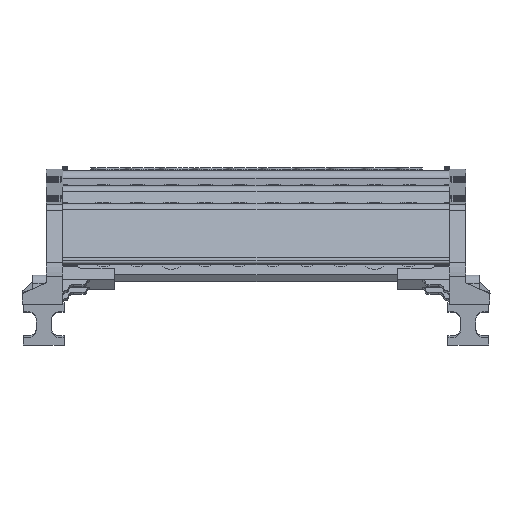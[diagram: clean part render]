
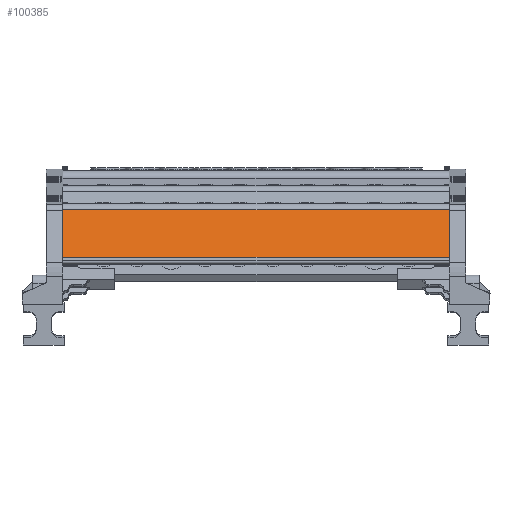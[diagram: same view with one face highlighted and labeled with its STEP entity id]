
A CAD part, top view. The second image highlights one B-rep face of the part: STEP entity #100385.
In plain terms, the highlighted planar face has unit normal (0, 0.276, 0.961).
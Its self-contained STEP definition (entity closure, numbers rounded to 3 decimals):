
#7376 = EDGE_CURVE ( 'NONE', #9299, #110816, #114960, .T. ) ;
#8125 = EDGE_CURVE ( 'NONE', #110816, #110993, #31060, .T. ) ;
#8210 = EDGE_CURVE ( 'NONE', #110993, #11299, #31122, .T. ) ;
#9299 = VERTEX_POINT ( 'NONE', #78349 ) ;
#11299 = VERTEX_POINT ( 'NONE', #85667 ) ;
#21837 = LINE ( 'NONE', #21872, #33083 ) ;
#21839 = DIRECTION ( 'NONE',  ( 1., 0., 0. ) ) ;
#21872 = CARTESIAN_POINT ( 'NONE',  ( 12.17, 255.321, 45.469 ) ) ;
#31060 = LINE ( 'NONE', #31086, #40151 ) ;
#31085 = DIRECTION ( 'NONE',  ( -1., 0., 0. ) ) ;
#31086 = CARTESIAN_POINT ( 'NONE',  ( 12.17, 274.443, 39.986 ) ) ;
#31122 = LINE ( 'NONE', #31125, #40228 ) ;
#31125 = CARTESIAN_POINT ( 'NONE',  ( -98.302, 266.403, 42.292 ) ) ;
#31136 = DIRECTION ( 'NONE',  ( 0., -0.961, 0.276 ) ) ;
#33083 = VECTOR ( 'NONE', #21839, 1000. ) ;
#39963 = VECTOR ( 'NONE', #114993, 1000. ) ;
#40151 = VECTOR ( 'NONE', #31085, 1000. ) ;
#40228 = VECTOR ( 'NONE', #31136, 1000. ) ;
#40385 = FACE_OUTER_BOUND ( 'NONE', #42166, .T. ) ;
#40390 = DIRECTION ( 'NONE',  ( 0., 0.276, 0.961 ) ) ;
#40396 = DIRECTION ( 'NONE',  ( 0., -0.961, 0.276 ) ) ;
#40406 = PLANE ( 'NONE',  #55990 ) ;
#40408 = CARTESIAN_POINT ( 'NONE',  ( 12.17, 266.403, 42.292 ) ) ;
#42166 = EDGE_LOOP ( 'NONE', ( #49830, #50016, #49959, #49962 ) ) ;
#49830 = ORIENTED_EDGE ( 'NONE', *, *, #8125, .T. ) ;
#49959 = ORIENTED_EDGE ( 'NONE', *, *, #101022, .T. ) ;
#49962 = ORIENTED_EDGE ( 'NONE', *, *, #7376, .T. ) ;
#50016 = ORIENTED_EDGE ( 'NONE', *, *, #8210, .T. ) ;
#55990 = AXIS2_PLACEMENT_3D ( 'NONE', #40408, #40390, #40396 ) ;
#78349 = CARTESIAN_POINT ( 'NONE',  ( 44.198, 255.321, 45.469 ) ) ;
#80972 = CARTESIAN_POINT ( 'NONE',  ( -98.302, 274.443, 39.986 ) ) ;
#83490 = CARTESIAN_POINT ( 'NONE',  ( 44.198, 274.443, 39.986 ) ) ;
#85667 = CARTESIAN_POINT ( 'NONE',  ( -98.302, 255.321, 45.469 ) ) ;
#100385 = ADVANCED_FACE ( 'NONE', ( #40385 ), #40406, .T. ) ;
#101022 = EDGE_CURVE ( 'NONE', #11299, #9299, #21837, .T. ) ;
#110816 = VERTEX_POINT ( 'NONE', #83490 ) ;
#110993 = VERTEX_POINT ( 'NONE', #80972 ) ;
#114960 = LINE ( 'NONE', #114980, #39963 ) ;
#114980 = CARTESIAN_POINT ( 'NONE',  ( 44.198, 266.403, 42.292 ) ) ;
#114993 = DIRECTION ( 'NONE',  ( 0., 0.961, -0.276 ) ) ;
